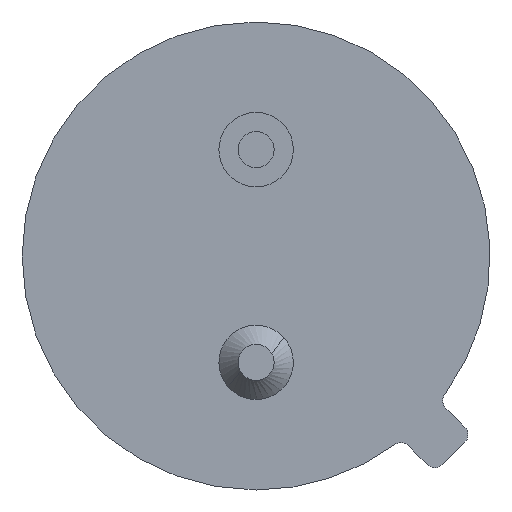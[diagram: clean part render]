
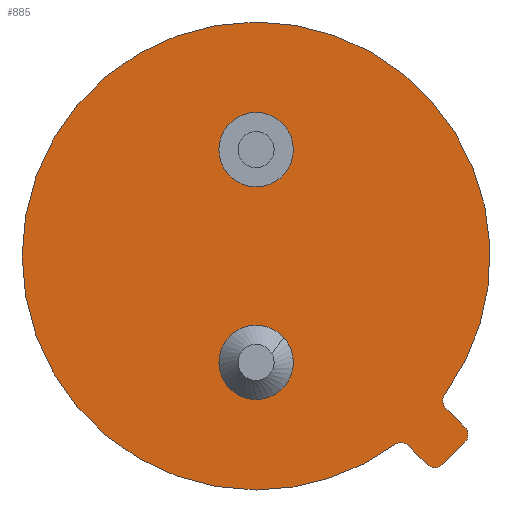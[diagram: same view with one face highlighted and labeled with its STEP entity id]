
A CAD part, front view. The second image highlights one B-rep face of the part: STEP entity #885.
In plain terms, the highlighted planar face has unit normal (0, -1, 0).
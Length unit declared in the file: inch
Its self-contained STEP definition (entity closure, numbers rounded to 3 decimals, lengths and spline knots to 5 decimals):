
#4 = AXIS2_PLACEMENT_3D ( 'NONE', #497, #679, #26 ) ;
#8 = VERTEX_POINT ( 'NONE', #459 ) ;
#14 = EDGE_CURVE ( 'NONE', #112, #327, #1014, .T. ) ;
#17 = VERTEX_POINT ( 'NONE', #306 ) ;
#26 = DIRECTION ( 'NONE',  ( 0., 0., -1. ) ) ;
#41 = EDGE_CURVE ( 'NONE', #73, #215, #139, .T. ) ;
#44 = DIRECTION ( 'NONE',  ( 0., -1., 0. ) ) ;
#59 = ORIENTED_EDGE ( 'NONE', *, *, #189, .F. ) ;
#61 = EDGE_CURVE ( 'NONE', #8, #472, #206, .T. ) ;
#63 = CARTESIAN_POINT ( 'NONE',  ( 0.08921, 0., -0.07153 ) ) ;
#64 = DIRECTION ( 'NONE',  ( 0.707, 0., -0.707 ) ) ;
#73 = VERTEX_POINT ( 'NONE', #607 ) ;
#75 = AXIS2_PLACEMENT_3D ( 'NONE', #156, #565, #964 ) ;
#76 = CARTESIAN_POINT ( 'NONE',  ( 0.06844, 0., -0.08612 ) ) ;
#112 = VERTEX_POINT ( 'NONE', #63 ) ;
#113 = ORIENTED_EDGE ( 'NONE', *, *, #655, .T. ) ;
#117 = DIRECTION ( 'NONE',  ( 0., 1., 0. ) ) ;
#123 = CARTESIAN_POINT ( 'NONE',  ( 0., 0., -0.05 ) ) ;
#125 = ORIENTED_EDGE ( 'NONE', *, *, #974, .T. ) ;
#135 = CARTESIAN_POINT ( 'NONE',  ( 0., 0., -0.05 ) ) ;
#136 = LINE ( 'NONE', #1030, #548 ) ;
#139 = CIRCLE ( 'NONE', #902, 0.0175 ) ;
#140 = ORIENTED_EDGE ( 'NONE', *, *, #989, .T. ) ;
#156 = CARTESIAN_POINT ( 'NONE',  ( 0.084, 0., -0.0946 ) ) ;
#161 = DIRECTION ( 'NONE',  ( 0., 0., -1. ) ) ;
#167 = LINE ( 'NONE', #473, #789 ) ;
#189 = EDGE_CURVE ( 'NONE', #17, #525, #412, .T. ) ;
#193 = DIRECTION ( 'NONE',  ( 0.707, 0., -0.707 ) ) ;
#203 = CARTESIAN_POINT ( 'NONE',  ( 0.01308, 0., -0.03838 ) ) ;
#205 = CARTESIAN_POINT ( 'NONE',  ( 0.09814, 0., -0.08753 ) ) ;
#206 = CIRCLE ( 'NONE', #75, 0.005 ) ;
#212 = EDGE_CURVE ( 'NONE', #215, #73, #615, .T. ) ;
#214 = DIRECTION ( 'NONE',  ( 0., -1., 0. ) ) ;
#215 = VERTEX_POINT ( 'NONE', #203 ) ;
#218 = CARTESIAN_POINT ( 'NONE',  ( 0.11, 0., 0. ) ) ;
#223 = ORIENTED_EDGE ( 'NONE', *, *, #14, .T. ) ;
#232 = EDGE_LOOP ( 'NONE', ( #59, #539 ) ) ;
#236 = CARTESIAN_POINT ( 'NONE',  ( 0., 0., 0. ) ) ;
#242 = AXIS2_PLACEMENT_3D ( 'NONE', #218, #324, #595 ) ;
#244 = EDGE_LOOP ( 'NONE', ( #125, #577, #980, #140, #317, #223, #113, #370, #281, #917 ) ) ;
#247 = DIRECTION ( 'NONE',  ( 0., 0., -1. ) ) ;
#250 = CARTESIAN_POINT ( 'NONE',  ( 0., 0., 0. ) ) ;
#253 = CARTESIAN_POINT ( 'NONE',  ( 0.07153, 0., -0.08921 ) ) ;
#255 = CARTESIAN_POINT ( 'NONE',  ( 0.06504, 0., -0.08871 ) ) ;
#267 = EDGE_LOOP ( 'NONE', ( #969, #1021 ) ) ;
#276 = CIRCLE ( 'NONE', #364, 0.0175 ) ;
#281 = ORIENTED_EDGE ( 'NONE', *, *, #716, .T. ) ;
#283 = FACE_BOUND ( 'NONE', #267, .T. ) ;
#284 = FACE_OUTER_BOUND ( 'NONE', #244, .T. ) ;
#298 = CARTESIAN_POINT ( 'NONE',  ( 0., 0., 0.05 ) ) ;
#301 = CARTESIAN_POINT ( 'NONE',  ( 0.08753, 0., -0.09814 ) ) ;
#304 = CARTESIAN_POINT ( 'NONE',  ( 0., 0., -0.11 ) ) ;
#306 = CARTESIAN_POINT ( 'NONE',  ( 0., 0., 0.0675 ) ) ;
#317 = ORIENTED_EDGE ( 'NONE', *, *, #606, .F. ) ;
#324 = DIRECTION ( 'NONE',  ( 0., -1., 0. ) ) ;
#326 = EDGE_CURVE ( 'NONE', #819, #472, #167, .T. ) ;
#327 = VERTEX_POINT ( 'NONE', #330 ) ;
#330 = CARTESIAN_POINT ( 'NONE',  ( 0.08871, 0., -0.06504 ) ) ;
#335 = CIRCLE ( 'NONE', #4, 0.005 ) ;
#346 = AXIS2_PLACEMENT_3D ( 'NONE', #135, #363, #396 ) ;
#363 = DIRECTION ( 'NONE',  ( 0., -1., 0. ) ) ;
#364 = AXIS2_PLACEMENT_3D ( 'NONE', #298, #492, #625 ) ;
#370 = ORIENTED_EDGE ( 'NONE', *, *, #628, .T. ) ;
#394 = AXIS2_PLACEMENT_3D ( 'NONE', #772, #680, #161 ) ;
#396 = DIRECTION ( 'NONE',  ( 0., 0., -1. ) ) ;
#409 = AXIS2_PLACEMENT_3D ( 'NONE', #549, #748, #984 ) ;
#412 = CIRCLE ( 'NONE', #843, 0.0175 ) ;
#449 = VERTEX_POINT ( 'NONE', #788 ) ;
#459 = CARTESIAN_POINT ( 'NONE',  ( 0.08046, 0., -0.09814 ) ) ;
#472 = VERTEX_POINT ( 'NONE', #301 ) ;
#473 = CARTESIAN_POINT ( 'NONE',  ( 0.10167, 0., -0.084 ) ) ;
#480 = VERTEX_POINT ( 'NONE', #656 ) ;
#485 = CARTESIAN_POINT ( 'NONE',  ( 0., 0., 0.0325 ) ) ;
#486 = EDGE_CURVE ( 'NONE', #898, #569, #665, .T. ) ;
#492 = DIRECTION ( 'NONE',  ( 0., -1., 0. ) ) ;
#497 = CARTESIAN_POINT ( 'NONE',  ( 0.0946, 0., -0.084 ) ) ;
#507 = PLANE ( 'NONE',  #242 ) ;
#523 = AXIS2_PLACEMENT_3D ( 'NONE', #250, #534, #871 ) ;
#525 = VERTEX_POINT ( 'NONE', #485 ) ;
#534 = DIRECTION ( 'NONE',  ( 0., -1., 0. ) ) ;
#539 = ORIENTED_EDGE ( 'NONE', *, *, #959, .F. ) ;
#545 = DIRECTION ( 'NONE',  ( 0., 0., -1. ) ) ;
#548 = VECTOR ( 'NONE', #64, 39.37008 ) ;
#549 = CARTESIAN_POINT ( 'NONE',  ( 0., 0., 0. ) ) ;
#559 = FACE_BOUND ( 'NONE', #232, .T. ) ;
#565 = DIRECTION ( 'NONE',  ( 0., -1., 0. ) ) ;
#569 = VERTEX_POINT ( 'NONE', #253 ) ;
#577 = ORIENTED_EDGE ( 'NONE', *, *, #61, .T. ) ;
#578 = AXIS2_PLACEMENT_3D ( 'NONE', #236, #44, #247 ) ;
#595 = DIRECTION ( 'NONE',  ( 0., 0., -1. ) ) ;
#606 = EDGE_CURVE ( 'NONE', #112, #449, #136, .T. ) ;
#607 = CARTESIAN_POINT ( 'NONE',  ( -0.01308, 0., -0.06162 ) ) ;
#615 = CIRCLE ( 'NONE', #346, 0.0175 ) ;
#625 = DIRECTION ( 'NONE',  ( 0., 0., -1. ) ) ;
#628 = EDGE_CURVE ( 'NONE', #480, #975, #977, .T. ) ;
#655 = EDGE_CURVE ( 'NONE', #327, #480, #882, .T. ) ;
#656 = CARTESIAN_POINT ( 'NONE',  ( 0., 0., 0.11 ) ) ;
#665 = CIRCLE ( 'NONE', #707, 0.005 ) ;
#679 = DIRECTION ( 'NONE',  ( 0., -1., 0. ) ) ;
#680 = DIRECTION ( 'NONE',  ( 0., 1., 0. ) ) ;
#707 = AXIS2_PLACEMENT_3D ( 'NONE', #880, #117, #988 ) ;
#716 = EDGE_CURVE ( 'NONE', #975, #898, #828, .T. ) ;
#718 = CARTESIAN_POINT ( 'NONE',  ( 0., 0., 0.05 ) ) ;
#733 = LINE ( 'NONE', #76, #911 ) ;
#748 = DIRECTION ( 'NONE',  ( 0., -1., 0. ) ) ;
#772 = CARTESIAN_POINT ( 'NONE',  ( 0.09274, 0., -0.068 ) ) ;
#777 = DIRECTION ( 'NONE',  ( 0., 0., -1. ) ) ;
#788 = CARTESIAN_POINT ( 'NONE',  ( 0.09814, 0., -0.08046 ) ) ;
#789 = VECTOR ( 'NONE', #924, 39.37008 ) ;
#819 = VERTEX_POINT ( 'NONE', #205 ) ;
#828 = CIRCLE ( 'NONE', #409, 0.11 ) ;
#843 = AXIS2_PLACEMENT_3D ( 'NONE', #718, #1032, #545 ) ;
#871 = DIRECTION ( 'NONE',  ( 0., 0., -1. ) ) ;
#880 = CARTESIAN_POINT ( 'NONE',  ( 0.068, 0., -0.09274 ) ) ;
#882 = CIRCLE ( 'NONE', #523, 0.11 ) ;
#885 = ADVANCED_FACE ( 'NONE', ( #283, #284, #559 ), #507, .T. ) ;
#898 = VERTEX_POINT ( 'NONE', #255 ) ;
#902 = AXIS2_PLACEMENT_3D ( 'NONE', #123, #214, #777 ) ;
#911 = VECTOR ( 'NONE', #193, 39.37008 ) ;
#917 = ORIENTED_EDGE ( 'NONE', *, *, #486, .T. ) ;
#924 = DIRECTION ( 'NONE',  ( -0.707, 0., -0.707 ) ) ;
#959 = EDGE_CURVE ( 'NONE', #525, #17, #276, .T. ) ;
#964 = DIRECTION ( 'NONE',  ( 0., 0., -1. ) ) ;
#969 = ORIENTED_EDGE ( 'NONE', *, *, #212, .F. ) ;
#974 = EDGE_CURVE ( 'NONE', #569, #8, #733, .T. ) ;
#975 = VERTEX_POINT ( 'NONE', #304 ) ;
#977 = CIRCLE ( 'NONE', #578, 0.11 ) ;
#980 = ORIENTED_EDGE ( 'NONE', *, *, #326, .F. ) ;
#984 = DIRECTION ( 'NONE',  ( 0., 0., -1. ) ) ;
#988 = DIRECTION ( 'NONE',  ( 0., 0., -1. ) ) ;
#989 = EDGE_CURVE ( 'NONE', #819, #449, #335, .T. ) ;
#1014 = CIRCLE ( 'NONE', #394, 0.005 ) ;
#1021 = ORIENTED_EDGE ( 'NONE', *, *, #41, .F. ) ;
#1030 = CARTESIAN_POINT ( 'NONE',  ( 0.08612, 0., -0.06844 ) ) ;
#1032 = DIRECTION ( 'NONE',  ( 0., -1., 0. ) ) ;
